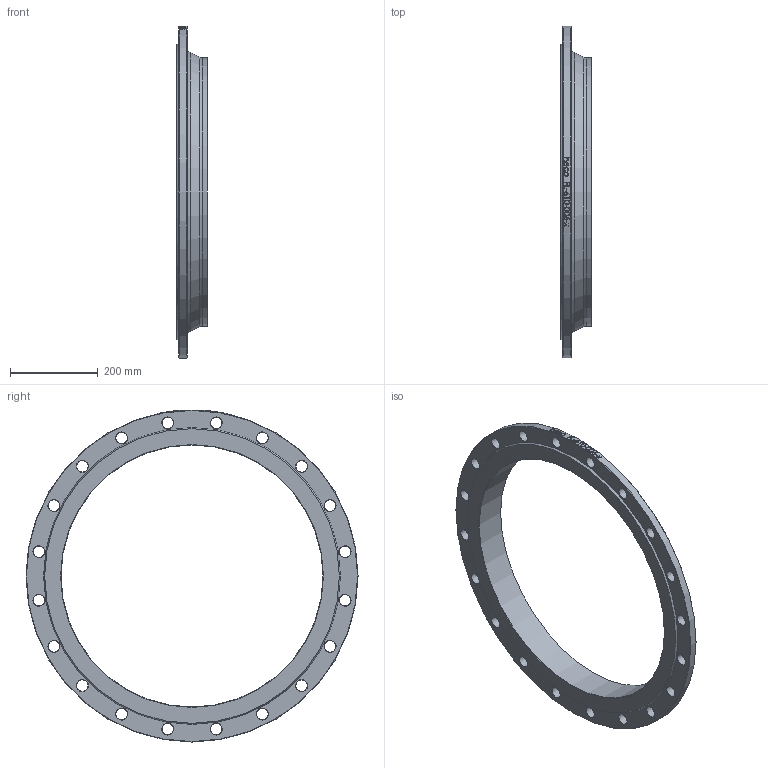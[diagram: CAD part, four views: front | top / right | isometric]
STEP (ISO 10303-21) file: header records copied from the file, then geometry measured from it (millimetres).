
FILE_DESCRIPTION (( 'STEP AP214' ), '1' );
FILE_NAME ('FL-610-006-x Vorschweissflansch PN6 Iso DIN2631 2008.STEP', '2020-08-31T11:51:42', ( '' ), ( '' ), 'SwSTEP 2.0', 'SolidWorks 2019', '' );
FILE_SCHEMA (( 'AUTOMOTIVE_DESIGN' ));
Length unit declared in the file: millimetre
Products named in the file (1): FL-610-006-x Vorschweissflansch PN6 Iso DIN2631 2008
Bounding box: 70 x 755 x 755 mm (x, y, z)
Volume: 4490752.7 mm3; surface area: 589102.1 mm2
Topology: 1 solids, 1 shells, 97 faces, 331 edges, 261 vertices
Faces by surface type: cylinder 46, cone 45, plane 4, torus 2
Full cylindrical faces by diameter (mm): 26 x20, 595.8 x1, 610 x1, 755 x1
Entity records: 7811 total; most frequent: CARTESIAN_POINT 5044, ORIENTED_EDGE 478, DIRECTION 457, EDGE_CURVE 239, VERTEX_POINT 239, EDGE_LOOP 234, AXIS2_PLACEMENT_3D 218, FACE_OUTER_BOUND 122
